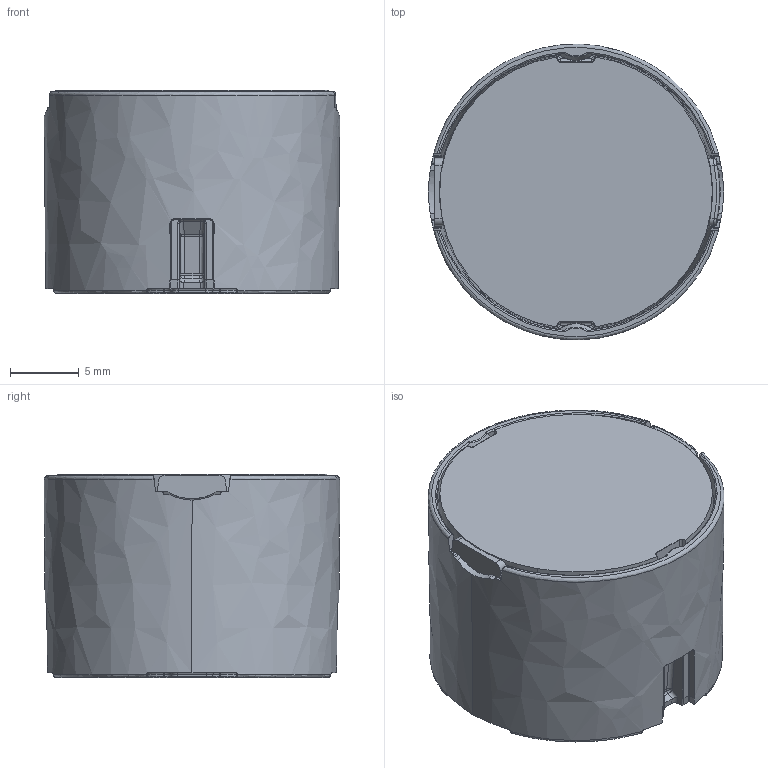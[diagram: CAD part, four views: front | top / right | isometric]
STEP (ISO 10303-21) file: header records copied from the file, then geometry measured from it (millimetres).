
FILE_DESCRIPTION(('CATIA V5 STEP Exchange'),'2;1');
FILE_NAME('CP17587_LEILA-SC-RS_MechanicalModel.stp','2020-03-29T17:02:41+00:00',('none'),('none'),'CATIA Version 5-6 Release 2018 SP4','CATIA V5 STEP AP203','none');
FILE_SCHEMA(('CONFIG_CONTROL_DESIGN'));
Length unit declared in the file: millimetre
Products named in the file (1): Leila Holder Assy
Assembly tree (2 placements, depth 2):
  Leila Holder Assy
    #57
    #2554
Bounding box: 21.53 x 21.54 x 14.78 mm (x, y, z)
Volume: 3244.5 mm3; surface area: 3512.1 mm2
Topology: 2 solids, 2 shells, 552 faces, 1374 edges, 803 vertices
Faces by surface type: cylinder 142, bspline 119, plane 117, torus 87, cone 68, sphere 18, revolution 1
Entity records: 29913 total; most frequent: CARTESIAN_POINT 18635, ORIENTED_EDGE 2696, DIRECTION 1606, EDGE_CURVE 1348, AXIS2_PLACEMENT_3D 814, VERTEX_POINT 803, EDGE_LOOP 561, ADVANCED_FACE 552
